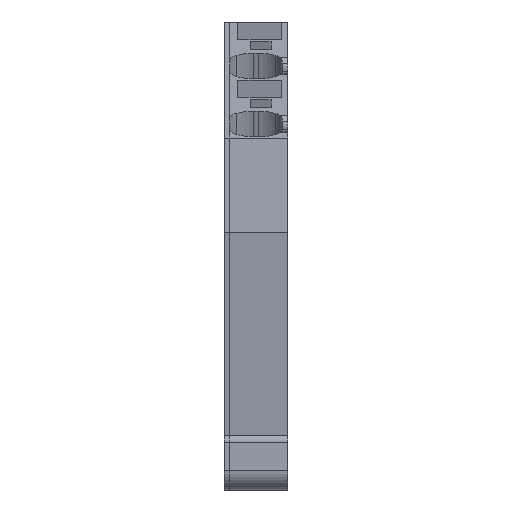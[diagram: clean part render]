
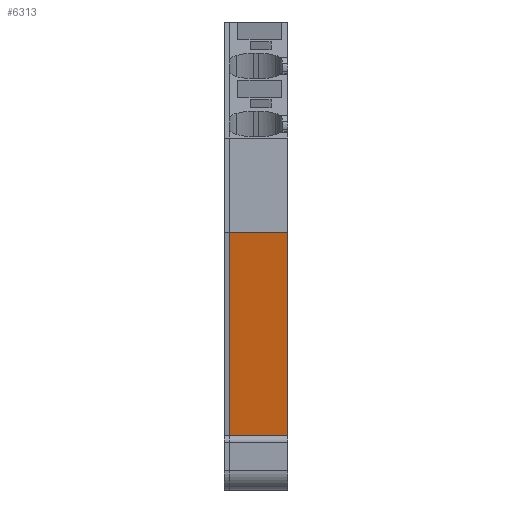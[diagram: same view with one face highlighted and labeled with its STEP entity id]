
A CAD part, front view. The second image highlights one B-rep face of the part: STEP entity #6313.
In plain terms, the highlighted planar face has unit normal (0, -0.986, -0.168).
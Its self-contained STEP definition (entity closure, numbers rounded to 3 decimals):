
#6291=AXIS2_PLACEMENT_3D('Plane Axis2P3D',#6288,#6289,#6290) ;
#1225=CARTESIAN_POINT('Line Origine',(1.,3.521,4.18)) ;
#1229=CARTESIAN_POINT('Vertex',(1.,3.511,4.238)) ;
#1231=CARTESIAN_POINT('Vertex',(1.,3.531,4.123)) ;
#2850=CARTESIAN_POINT('Line Origine',(3.55,3.511,4.238)) ;
#2854=CARTESIAN_POINT('Vertex',(6.1,3.511,4.238)) ;
#3854=CARTESIAN_POINT('Vertex',(6.1,0.,24.847)) ;
#3857=CARTESIAN_POINT('Line Origine',(6.1,1.756,14.542)) ;
#4993=CARTESIAN_POINT('Vertex',(0.5,0.,24.847)) ;
#4996=CARTESIAN_POINT('Line Origine',(3.3,0.,24.847)) ;
#6288=CARTESIAN_POINT('Axis2P3D Location',(0.,0.,24.847)) ;
#6293=CARTESIAN_POINT('Line Origine',(0.5,1.765,14.485)) ;
#6297=CARTESIAN_POINT('Vertex',(0.5,3.531,4.123)) ;
#6300=CARTESIAN_POINT('Line Origine',(0.75,3.531,4.123)) ;
#1226=DIRECTION('Vector Direction',(0.,0.168,-0.986)) ;
#2851=DIRECTION('Vector Direction',(-1.,0.,0.)) ;
#3858=DIRECTION('Vector Direction',(0.,0.168,-0.986)) ;
#4997=DIRECTION('Vector Direction',(-1.,0.,0.)) ;
#6289=DIRECTION('Axis2P3D Direction',(0.,0.986,0.168)) ;
#6290=DIRECTION('Axis2P3D XDirection',(0.,0.168,-0.986)) ;
#6294=DIRECTION('Vector Direction',(0.,0.168,-0.986)) ;
#6301=DIRECTION('Vector Direction',(-1.,0.,0.)) ;
#1227=VECTOR('Line Direction',#1226,1.) ;
#2852=VECTOR('Line Direction',#2851,1.) ;
#3859=VECTOR('Line Direction',#3858,1.) ;
#4998=VECTOR('Line Direction',#4997,1.) ;
#6295=VECTOR('Line Direction',#6294,1.) ;
#6302=VECTOR('Line Direction',#6301,1.) ;
#6306=ORIENTED_EDGE('',*,*,#6299,.T.) ;
#6307=ORIENTED_EDGE('',*,*,#6304,.F.) ;
#6308=ORIENTED_EDGE('',*,*,#1233,.F.) ;
#6309=ORIENTED_EDGE('',*,*,#2856,.F.) ;
#6310=ORIENTED_EDGE('',*,*,#3861,.T.) ;
#6311=ORIENTED_EDGE('',*,*,#5000,.T.) ;
#6313=ADVANCED_FACE('KLTR ZPE4-2/3AN.1\\Hauptk\X2\00F6\X0\rper',(#6312),#6292,.F.) ;
#1233=EDGE_CURVE('',#1230,#1232,#1228,.T.) ;
#2856=EDGE_CURVE('',#2855,#1230,#2853,.T.) ;
#3861=EDGE_CURVE('',#2855,#3855,#3860,.F.) ;
#5000=EDGE_CURVE('',#3855,#4994,#4999,.T.) ;
#6299=EDGE_CURVE('',#4994,#6298,#6296,.T.) ;
#6304=EDGE_CURVE('',#1232,#6298,#6303,.T.) ;
#6305=EDGE_LOOP('',(#6306,#6307,#6308,#6309,#6310,#6311)) ;
#6312=FACE_OUTER_BOUND('',#6305,.T.) ;
#1228=LINE('Line',#1225,#1227) ;
#2853=LINE('Line',#2850,#2852) ;
#3860=LINE('Line',#3857,#3859) ;
#4999=LINE('Line',#4996,#4998) ;
#6296=LINE('Line',#6293,#6295) ;
#6303=LINE('Line',#6300,#6302) ;
#6292=PLANE('',#6291) ;
#1230=VERTEX_POINT('',#1229) ;
#1232=VERTEX_POINT('',#1231) ;
#2855=VERTEX_POINT('',#2854) ;
#3855=VERTEX_POINT('',#3854) ;
#4994=VERTEX_POINT('',#4993) ;
#6298=VERTEX_POINT('',#6297) ;
